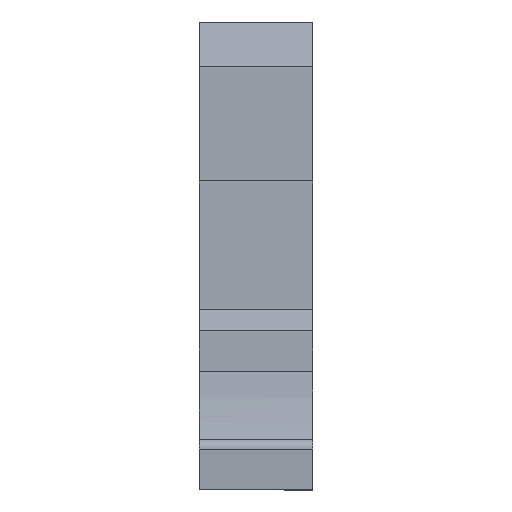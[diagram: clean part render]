
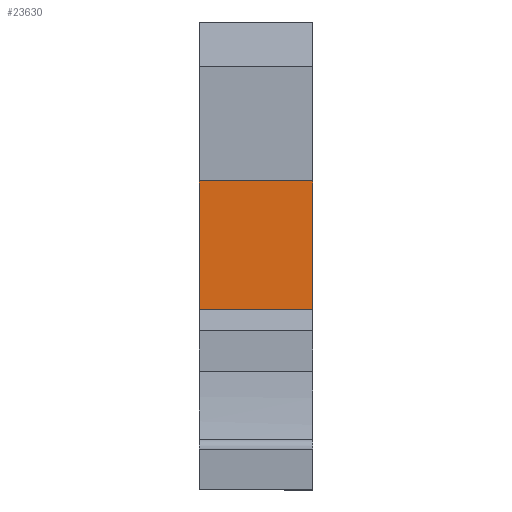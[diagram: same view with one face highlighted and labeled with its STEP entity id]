
A CAD part, front view. The second image highlights one B-rep face of the part: STEP entity #23630.
In plain terms, the highlighted face is planar.
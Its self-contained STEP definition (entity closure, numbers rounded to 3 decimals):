
#3410=CARTESIAN_POINT('',(11.335,25.303,20.25));
#3420=VERTEX_POINT('',#3410);
#3450=CARTESIAN_POINT('',(11.335,10.187,20.25));
#3460=DIRECTION('',(0.,1.,0.));
#3470=VECTOR('',#3460,1.);
#3480=LINE('',#3450,#3470);
#3490=CARTESIAN_POINT('',(11.335,11.75,20.25));
#3500=VERTEX_POINT('',#3490);
#3510=EDGE_CURVE('',#3500,#3420,#3480,.T.);
#10070=CARTESIAN_POINT('',(11.335,11.75,
32.25));
#10080=VERTEX_POINT('',#10070);
#10110=CARTESIAN_POINT('',(11.335,10.187,
32.25));
#10120=DIRECTION('',(0.,1.,0.));
#10130=VECTOR('',#10120,1.);
#10140=LINE('',#10110,#10130);
#10150=CARTESIAN_POINT('',(11.335,25.303,32.25));
#10160=VERTEX_POINT('',#10150);
#10170=EDGE_CURVE('',#10080,#10160,#10140,.T.);
#23300=CARTESIAN_POINT('',(11.335,25.303,20.25));
#23310=DIRECTION('',(0.,0.,1.));
#23320=VECTOR('',#23310,1.);
#23330=LINE('',#23300,#23320);
#23340=EDGE_CURVE('',#3420,#10160,#23330,.T.);
#23470=CARTESIAN_POINT('',(11.335,12.75,20.25));
#23480=DIRECTION('',(-1.,0.,0.));
#23490=DIRECTION('',(0.,1.,0.));
#23500=AXIS2_PLACEMENT_3D('',#23470,#23480,#23490);
#23510=PLANE('',#23500);
#23520=ORIENTED_EDGE('',*,*,#3510,.F.);
#23530=ORIENTED_EDGE('',*,*,#23340,.F.);
#23540=ORIENTED_EDGE('',*,*,#10170,.T.);
#23550=CARTESIAN_POINT('',(11.335,11.75,20.25));
#23560=DIRECTION('',(0.,0.,-1.));
#23570=VECTOR('',#23560,1.);
#23580=LINE('',#23550,#23570);
#23590=EDGE_CURVE('',#10080,#3500,#23580,.T.);
#23600=ORIENTED_EDGE('',*,*,#23590,.F.);
#23610=EDGE_LOOP('',(#23600,#23540,#23530,#23520));
#23620=FACE_OUTER_BOUND('',#23610,.T.);
#23630=ADVANCED_FACE('',(#23620),#23510,.T.);
